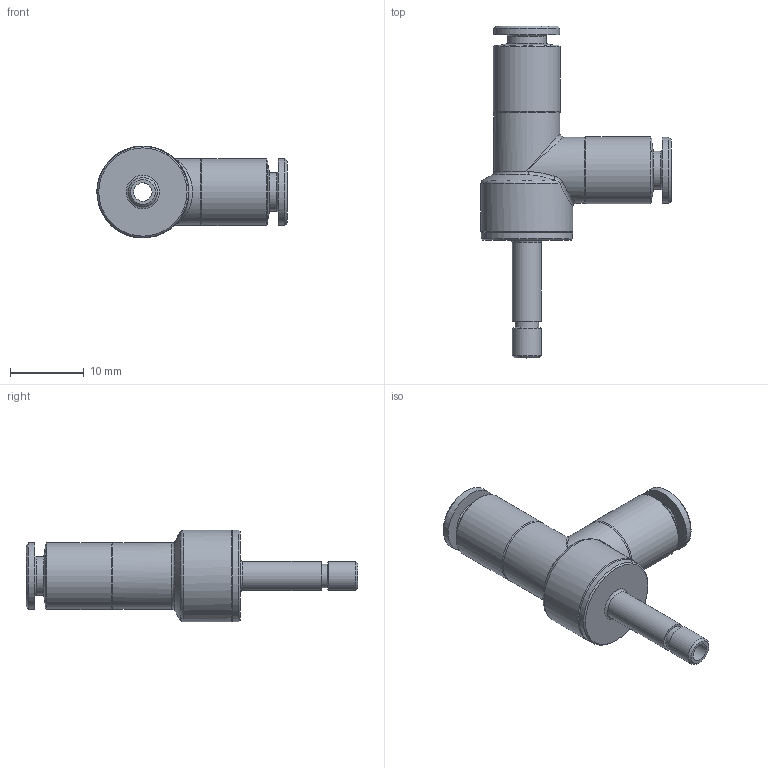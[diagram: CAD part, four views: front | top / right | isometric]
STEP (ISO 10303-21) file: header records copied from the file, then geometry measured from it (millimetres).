
FILE_DESCRIPTION( ( 'STEP AP214' ), '1' );
FILE_NAME( 'psolqas_15768_22.stp', '2020-12-01T17:15:11', ( 'License CC BY-ND 4.0' ), ( 'CADENAS' ), ' ', 'PARTsolutions', ' ' );
FILE_SCHEMA( ( 'AUTOMOTIVE_DESIGN { 1 0 10303 214 1 1 1 1 }' ) );
Length unit declared in the file: metre
Products named in the file (1): Taglia-Rivoluzione1
Bounding box: 25.85 x 45.1 x 12.49 mm (x, y, z)
Volume: 2846.6 mm3; surface area: 2490.7 mm2
Topology: 1 solids, 1 shells, 64 faces, 132 edges, 73 vertices
Faces by surface type: cylinder 19, cone 17, plane 13, bspline 8, torus 5, sphere 2
Full cylindrical faces by diameter (mm): 2.5 x1, 3 x2, 3.2 x1, 3.95 x2, 4.15 x2, 5.2 x2, 9 x4, 9.1 x2, 12.4 x1, 12.5 x1
Entity records: 2310 total; most frequent: CARTESIAN_POINT 696, DIRECTION 238, ORIENTED_EDGE 164, AXIS2_PLACEMENT_3D 118, EDGE_LOOP 112, FACE_OUTER_BOUND 84, EDGE_CURVE 82, VERTEX_POINT 66
